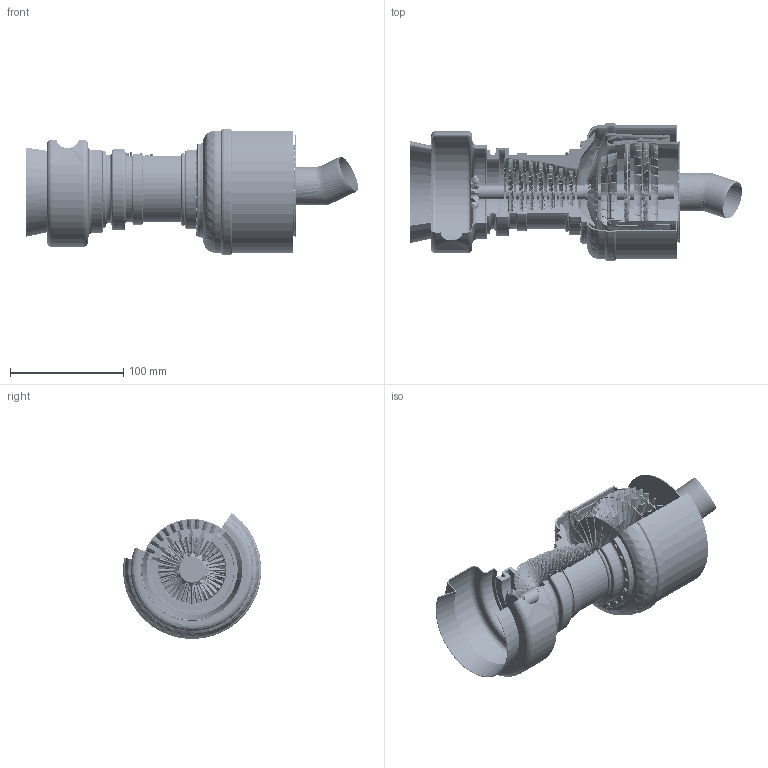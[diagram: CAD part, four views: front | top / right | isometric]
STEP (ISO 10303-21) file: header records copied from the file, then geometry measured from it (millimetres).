
FILE_DESCRIPTION(('FreeCAD Model'),'2;1');
FILE_NAME('Open CASCADE Shape Model','2025-04-27T10:28:15',('FreeCAD'),( 'FreeCAD'),'Open CASCADE STEP processor 7.6','FreeCAD','Unknown');
FILE_SCHEMA(('AUTOMOTIVE_DESIGN { 1 0 10303 214 1 1 1 1 }'));
Products named in the file (1): Open CASCADE STEP translator 7.6 1
Bounding box: 292.55 x 121.82 x 110.84 mm (x, y, z)
Volume: 230102.1 mm3; surface area: 446708.6 mm2
Topology: 638 solids, 656 shells, 5894 faces, 13682 edges, 9109 vertices
Faces by surface type: bspline 5894
Entity records: 404917 total; most frequent: CARTESIAN_POINT 320087, ORIENTED_EDGE 27352, EDGE_CURVE 13678, B_SPLINE_CURVE_WITH_KNOTS 12147, VERTEX_POINT 9109, FACE_BOUND 6259, EDGE_LOOP 6259, ADVANCED_FACE 5894
